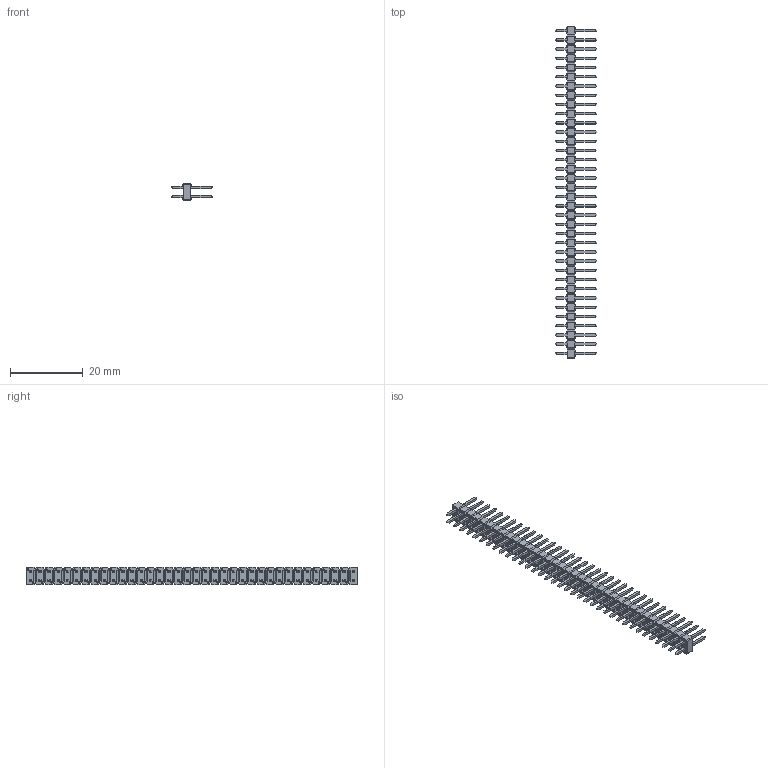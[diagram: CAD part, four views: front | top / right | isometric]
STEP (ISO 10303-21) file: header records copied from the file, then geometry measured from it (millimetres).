
FILE_DESCRIPTION((''),'2;1');
FILE_NAME('MSBR-1','2014-07-09T',('guohe'),('FCI'),'PRO/ENGINEER BY PARAMETRIC TECHNOLOGY CORPORATION, 2013150','PRO/ENGINEER BY PARAMETRIC TECHNOLOGY CORPORATION, 2013150','');
FILE_SCHEMA(('AUTOMOTIVE_DESIGN { 1 0 10303 214 1 1 1 1 }'));
Products named in the file (1): MSBR-1
Bounding box: 11.43 x 91.44 x 4.83 mm (x, y, z)
Volume: 1132.9 mm3; surface area: 3168.8 mm2
Topology: 1 solids, 1 shells, 2362 faces, 5436 edges, 3432 vertices
Faces by surface type: plane 2078, cylinder 284
Entity records: 65327 total; most frequent: CARTESIAN_POINT 11232, ORIENTED_EDGE 10872, DIRECTION 10728, EDGE_CURVE 5436, VECTOR 4868, LINE 4868, VERTEX_POINT 3432, AXIS2_PLACEMENT_3D 2930
